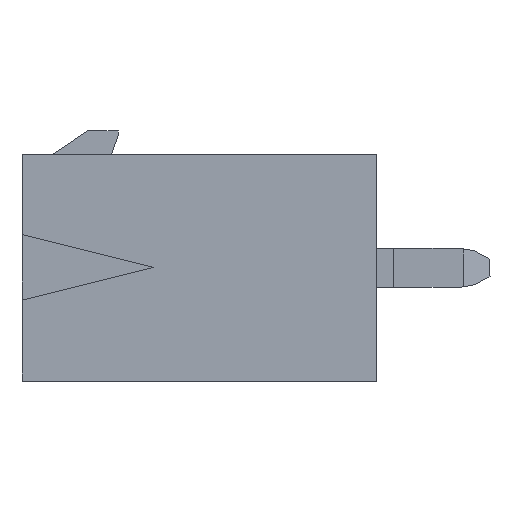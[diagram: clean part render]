
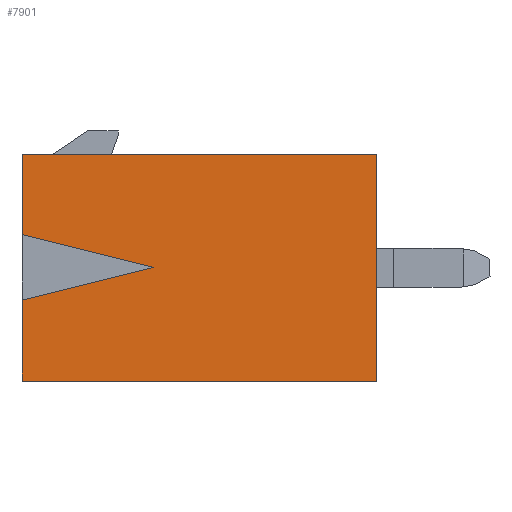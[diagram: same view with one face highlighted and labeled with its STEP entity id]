
A CAD part, left-side view. The second image highlights one B-rep face of the part: STEP entity #7901.
In plain terms, the highlighted planar face has unit normal (-1, 0, 0).
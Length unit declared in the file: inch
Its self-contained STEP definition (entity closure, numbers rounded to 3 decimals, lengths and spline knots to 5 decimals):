
#2026 = DIRECTION ( 'NONE',  ( 0., -0.97, 0.243 ) ) ;
#2027 = VECTOR ( 'NONE', #2026, 39.37008 ) ;
#2029 = CARTESIAN_POINT ( 'NONE',  ( -0.57125, 0.04, 0.0005 ) ) ;
#2031 = LINE ( 'NONE', #2029, #2027 ) ;
#2856 = CARTESIAN_POINT ( 'NONE',  ( -0.57125, 0.04, 0.0005 ) ) ;
#3085 = DIRECTION ( 'NONE',  ( 0., 1., 0. ) ) ;
#3086 = VECTOR ( 'NONE', #3085, 39.37008 ) ;
#3087 = CARTESIAN_POINT ( 'NONE',  ( -0.57125, -0.55161, 0.1295 ) ) ;
#3088 = LINE ( 'NONE', #3087, #3086 ) ;
#3089 = DIRECTION ( 'NONE',  ( 0., 1., 0. ) ) ;
#3090 = VECTOR ( 'NONE', #3089, 39.37008 ) ;
#3091 = CARTESIAN_POINT ( 'NONE',  ( -0.57125, -0.55161, -0.1295 ) ) ;
#3092 = LINE ( 'NONE', #3091, #3090 ) ;
#3093 = CARTESIAN_POINT ( 'NONE',  ( -0.57125, -0.215, -0.1295 ) ) ;
#3386 = CARTESIAN_POINT ( 'NONE',  ( -0.57125, -0.215, 0.1295 ) ) ;
#3478 = DIRECTION ( 'NONE',  ( 0., 0., 1. ) ) ;
#3479 = VECTOR ( 'NONE', #3478, 39.37008 ) ;
#3480 = CARTESIAN_POINT ( 'NONE',  ( -0.57125, -0.215, -0.1295 ) ) ;
#3481 = LINE ( 'NONE', #3480, #3479 ) ;
#3602 = DIRECTION ( 'NONE',  ( 0., 0., 1. ) ) ;
#3603 = DIRECTION ( 'NONE',  ( -1., 0., 0. ) ) ;
#3604 = CARTESIAN_POINT ( 'NONE',  ( -0.57125, -0.55161, -0.1295 ) ) ;
#3605 = AXIS2_PLACEMENT_3D ( 'NONE', #3604, #3603, #3602 ) ;
#3606 = PLANE ( 'NONE',  #3605 ) ;
#3635 = DIRECTION ( 'NONE',  ( 0., 0.97, 0.243 ) ) ;
#3636 = VECTOR ( 'NONE', #3635, 39.37008 ) ;
#3637 = CARTESIAN_POINT ( 'NONE',  ( -0.57125, 0.19, 0.038 ) ) ;
#3643 = LINE ( 'NONE', #3637, #3636 ) ;
#3708 = FACE_OUTER_BOUND ( 'NONE', #7902, .T. ) ;
#4036 = CARTESIAN_POINT ( 'NONE',  ( -0.57125, 0.19, 0.038 ) ) ;
#4038 = CARTESIAN_POINT ( 'NONE',  ( -0.57125, 0.19, -0.037 ) ) ;
#4308 = CARTESIAN_POINT ( 'NONE',  ( -0.57125, 0.19, -0.1295 ) ) ;
#4487 = DIRECTION ( 'NONE',  ( 0., 0., 1. ) ) ;
#4488 = VECTOR ( 'NONE', #4487, 39.37008 ) ;
#4490 = CARTESIAN_POINT ( 'NONE',  ( -0.57125, 0.19, -0.1295 ) ) ;
#4492 = LINE ( 'NONE', #4490, #4488 ) ;
#5529 = CARTESIAN_POINT ( 'NONE',  ( -0.57125, 0.19, 0.1295 ) ) ;
#5531 = DIRECTION ( 'NONE',  ( 0., 0., 1. ) ) ;
#5532 = VECTOR ( 'NONE', #5531, 39.37008 ) ;
#5534 = CARTESIAN_POINT ( 'NONE',  ( -0.57125, 0.19, -0.1295 ) ) ;
#5536 = LINE ( 'NONE', #5534, #5532 ) ;
#6894 = EDGE_CURVE ( 'NONE', #9048, #7308, #2031, .T. ) ;
#7308 = VERTEX_POINT ( 'NONE', #2856 ) ;
#7636 = VERTEX_POINT ( 'NONE', #3093 ) ;
#7638 = EDGE_CURVE ( 'NONE', #7636, #9064, #3092, .T. ) ;
#7640 = EDGE_CURVE ( 'NONE', #7715, #9856, #3088, .T. ) ;
#7715 = VERTEX_POINT ( 'NONE', #3386 ) ;
#7757 = EDGE_CURVE ( 'NONE', #7636, #7715, #3481, .T. ) ;
#7803 = ORIENTED_EDGE ( 'NONE', *, *, #7757, .T. ) ;
#7804 = ORIENTED_EDGE ( 'NONE', *, *, #7638, .F. ) ;
#7805 = ORIENTED_EDGE ( 'NONE', *, *, #9100, .F. ) ;
#7901 = ADVANCED_FACE ( 'NONE', ( #3708 ), #3606, .T. ) ;
#7902 = EDGE_LOOP ( 'NONE', ( #7904, #7805, #7804, #7803, #7928, #7929, #7930 ) ) ;
#7904 = ORIENTED_EDGE ( 'NONE', *, *, #6894, .F. ) ;
#7928 = ORIENTED_EDGE ( 'NONE', *, *, #7640, .T. ) ;
#7929 = ORIENTED_EDGE ( 'NONE', *, *, #9855, .F. ) ;
#7930 = ORIENTED_EDGE ( 'NONE', *, *, #7931, .F. ) ;
#7931 = EDGE_CURVE ( 'NONE', #7308, #9049, #3643, .T. ) ;
#9048 = VERTEX_POINT ( 'NONE', #4038 ) ;
#9049 = VERTEX_POINT ( 'NONE', #4036 ) ;
#9064 = VERTEX_POINT ( 'NONE', #4308 ) ;
#9100 = EDGE_CURVE ( 'NONE', #9064, #9048, #4492, .T. ) ;
#9855 = EDGE_CURVE ( 'NONE', #9049, #9856, #5536, .T. ) ;
#9856 = VERTEX_POINT ( 'NONE', #5529 ) ;
